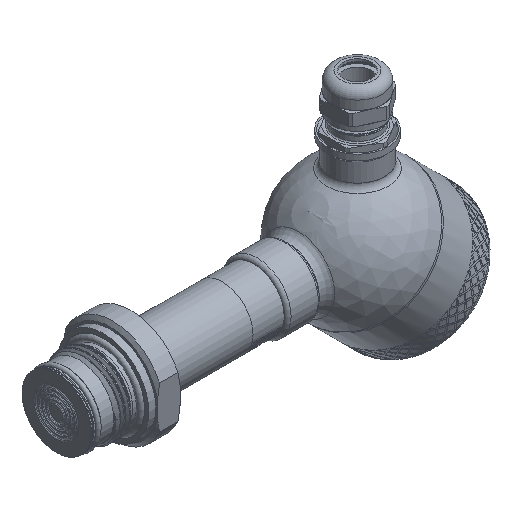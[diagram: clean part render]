
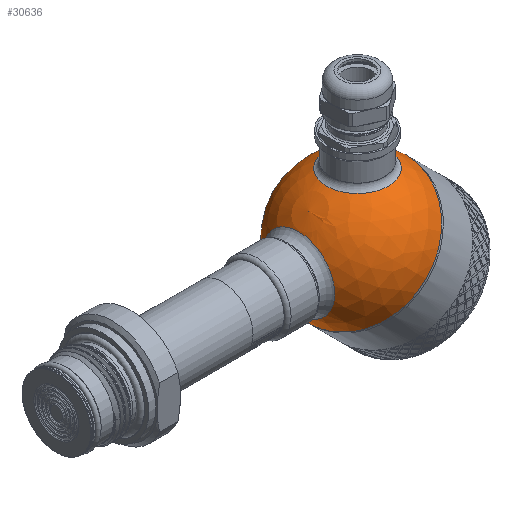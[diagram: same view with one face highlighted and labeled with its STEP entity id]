
A CAD part, isometric view. The second image highlights one B-rep face of the part: STEP entity #30636.
In plain terms, the highlighted spherical face has radius 30 mm.
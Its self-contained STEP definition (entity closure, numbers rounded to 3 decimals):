
#16=SPHERICAL_SURFACE('',#32155,30.);
#682=FACE_BOUND('',#10672,.T.);
#683=FACE_BOUND('',#10673,.T.);
#8575=FACE_OUTER_BOUND('',#10671,.T.);
#10671=EDGE_LOOP('',(#27961,#27962,#27963,#27964));
#10672=EDGE_LOOP('',(#27965));
#10673=EDGE_LOOP('',(#27966));
#11345=CIRCLE('',#32152,15.643);
#11348=CIRCLE('',#32156,30.);
#11349=CIRCLE('',#32157,30.);
#11350=CIRCLE('',#32158,30.);
#11351=CIRCLE('',#32159,13.5);
#14362=VERTEX_POINT('',#73008);
#14364=VERTEX_POINT('',#73014);
#14365=VERTEX_POINT('',#73015);
#14366=VERTEX_POINT('',#73017);
#14367=VERTEX_POINT('',#73020);
#18924=EDGE_CURVE('',#14362,#14362,#11345,.T.);
#18927=EDGE_CURVE('',#14364,#14365,#11348,.T.);
#18928=EDGE_CURVE('',#14364,#14366,#11349,.T.);
#18929=EDGE_CURVE('',#14365,#14364,#11350,.T.);
#18930=EDGE_CURVE('',#14367,#14367,#11351,.T.);
#27961=ORIENTED_EDGE('',*,*,#18927,.F.);
#27962=ORIENTED_EDGE('',*,*,#18928,.T.);
#27963=ORIENTED_EDGE('',*,*,#18928,.F.);
#27964=ORIENTED_EDGE('',*,*,#18929,.F.);
#27965=ORIENTED_EDGE('',*,*,#18924,.F.);
#27966=ORIENTED_EDGE('',*,*,#18930,.F.);
#30636=ADVANCED_FACE('',(#8575,#682,#683),#16,.T.);
#32152=AXIS2_PLACEMENT_3D('',#73009,#35783,#35784);
#32155=AXIS2_PLACEMENT_3D('',#73013,#35789,#35790);
#32156=AXIS2_PLACEMENT_3D('',#73016,#35791,#35792);
#32157=AXIS2_PLACEMENT_3D('',#73018,#35793,#35794);
#32158=AXIS2_PLACEMENT_3D('',#73019,#35795,#35796);
#32159=AXIS2_PLACEMENT_3D('',#73021,#35797,#35798);
#35783=DIRECTION('center_axis',(-0.707,0.,0.707));
#35784=DIRECTION('ref_axis',(0.707,0.,0.707));
#35789=DIRECTION('center_axis',(1.,0.,0.));
#35790=DIRECTION('ref_axis',(0.,-1.,0.));
#35791=DIRECTION('center_axis',(1.,0.,0.));
#35792=DIRECTION('ref_axis',(0.,1.,0.));
#35793=DIRECTION('center_axis',(0.,0.,1.));
#35794=DIRECTION('ref_axis',(0.,1.,0.));
#35795=DIRECTION('center_axis',(1.,0.,0.));
#35796=DIRECTION('ref_axis',(0.,1.,0.));
#35797=DIRECTION('center_axis',(-0.707,0.,-0.707));
#35798=DIRECTION('ref_axis',(-0.707,0.,0.707));
#73008=CARTESIAN_POINT('',(-29.162,0.,7.04));
#73009=CARTESIAN_POINT('Origin',(-18.101,0.,18.101));
#73013=CARTESIAN_POINT('Origin',(0.,0.,0.));
#73014=CARTESIAN_POINT('',(0.,30.,0.));
#73015=CARTESIAN_POINT('',(0.,-30.,0.));
#73016=CARTESIAN_POINT('Origin',(0.,0.,0.));
#73017=CARTESIAN_POINT('',(-30.,0.,0.));
#73018=CARTESIAN_POINT('Origin',(0.,0.,0.));
#73019=CARTESIAN_POINT('Origin',(0.,0.,0.));
#73020=CARTESIAN_POINT('',(-9.398,0.,-28.49));
#73021=CARTESIAN_POINT('Origin',(-18.944,0.,-18.944));
